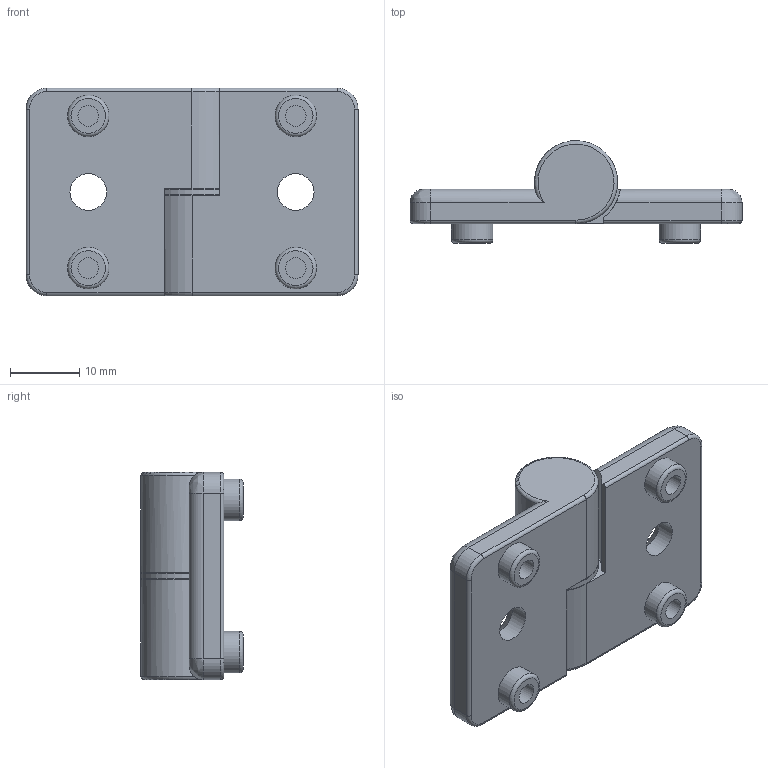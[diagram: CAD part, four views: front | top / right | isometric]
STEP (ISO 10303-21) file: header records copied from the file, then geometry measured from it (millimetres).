
FILE_DESCRIPTION(/* description */ ('KriTec Scharnier 6PA links'),/* implementation_level */ '2;1');
FILE_NAME(/* name */ '10252_KriTec_Scharnier_6_PA_links.stp',/* time_stamp */ '2020-08-18T11:04:22+02:00',/* author */ ('Nell'),/* organization */ (''),/* preprocessor_version */ 'ST-DEVELOPER v17',/* originating_system */ 'Autodesk Inventor 2018',/* authorisation */ '');
FILE_SCHEMA (('AUTOMOTIVE_DESIGN { 1 0 10303 214 3 1 1 }'));
Length unit declared in the file: millimetre
Products named in the file (4): 10252; Scheibe; StiftØ5x20; 10253 Kritec Scharnier 6 PA rechts
Assembly tree (4 placements, depth 2):
  10252
    Scheibe
    StiftØ5x20
    10253 Kritec Scharnier 6 PA rechts  x2
Bounding box: 48 x 14.8 x 30 mm (x, y, z)
Volume: 8836.2 mm3; surface area: 5595.2 mm2
Topology: 4 solids, 4 shells, 83 faces, 179 edges, 114 vertices
Faces by surface type: cylinder 35, plane 28, torus 10, cone 6, bspline 4
Full cylindrical faces by diameter (mm): 3 x4, 5 x3, 5.3 x2, 5.5 x1, 6 x4, 12 x1
Entity records: 1466 total; most frequent: DIRECTION 257, CARTESIAN_POINT 256, ORIENTED_EDGE 196, AXIS2_PLACEMENT_3D 109, EDGE_CURVE 98, VERTEX_POINT 62, EDGE_LOOP 56, CIRCLE 56
